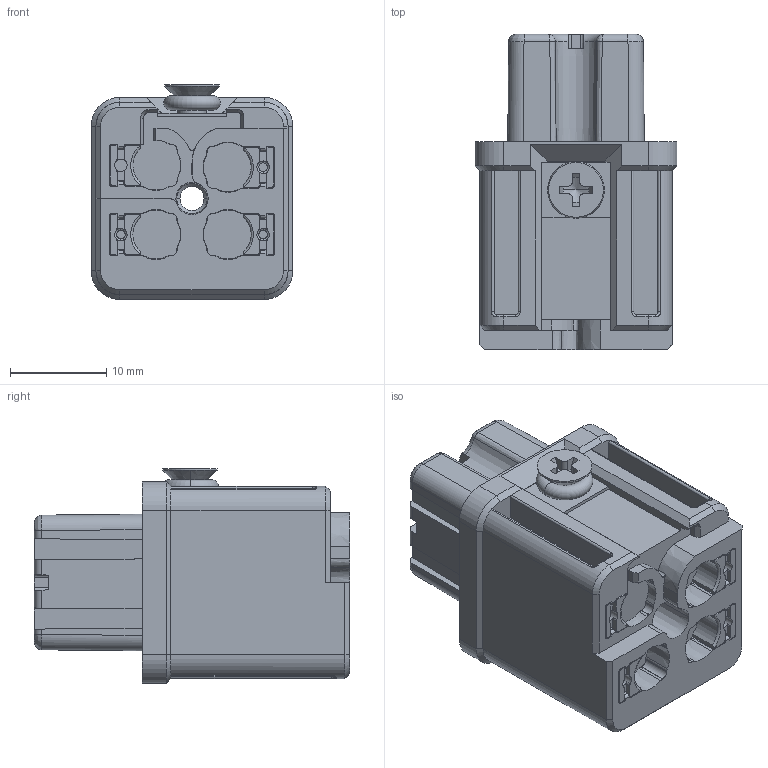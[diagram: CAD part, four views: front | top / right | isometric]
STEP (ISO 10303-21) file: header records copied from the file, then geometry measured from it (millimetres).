
FILE_DESCRIPTION((''),'2;1');
FILE_NAME('3D_1210030020001_HA-003-FQ','2022-07-20T',('cc.ye'),(''),'PRO/ENGINEER BY PARAMETRIC TECHNOLOGY CORPORATION, 2010280','PRO/ENGINEER BY PARAMETRIC TECHNOLOGY CORPORATION, 2010280','');
FILE_SCHEMA(('AUTOMOTIVE_DESIGN { 1 0 10303 214 1 1 1 1 }'));
Length unit declared in the file: millimetre
Products named in the file (1): 3D_1210030020001_HA-003-FQ
Bounding box: 21 x 32.8 x 22.35 mm (x, y, z)
Volume: 8671.7 mm3; surface area: 4900 mm2
Topology: 1 solids, 2 shells, 565 faces, 1519 edges, 968 vertices
Faces by surface type: plane 286, cylinder 164, bspline 46, cone 41, torus 28
Entity records: 23316 total; most frequent: CARTESIAN_POINT 5706, ORIENTED_EDGE 3034, DIRECTION 2570, EDGE_CURVE 1517, VERTEX_POINT 968, VECTOR 904, LINE 904, AXIS2_PLACEMENT_3D 833
